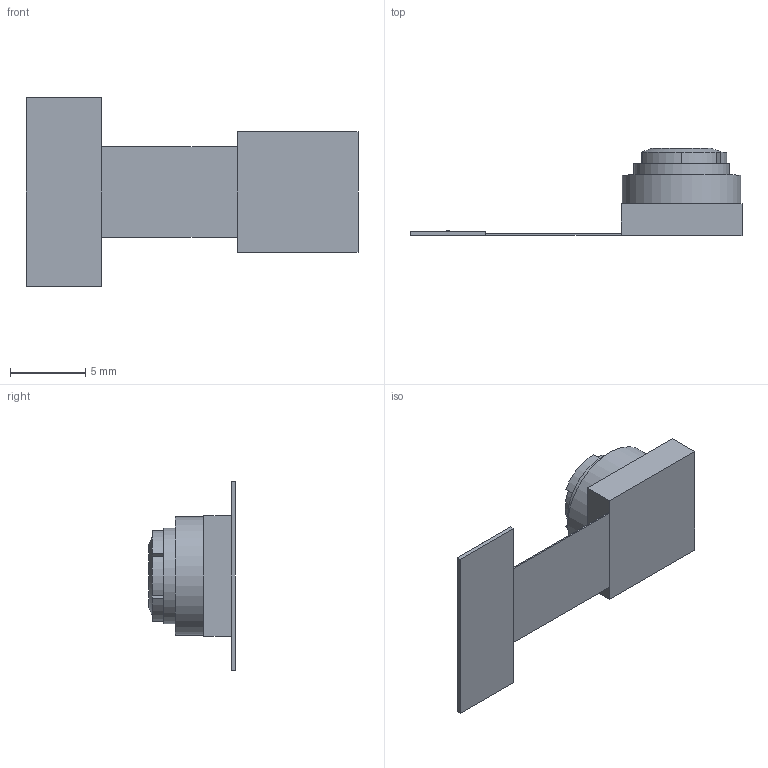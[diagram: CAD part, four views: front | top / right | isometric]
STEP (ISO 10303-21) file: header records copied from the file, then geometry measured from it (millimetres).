
FILE_DESCRIPTION(/* description */ (''),/* implementation_level */ '2;1');
FILE_NAME(/* name */ 'TY-OV2_v6.step',/* time_stamp */ '2022-01-25T00:44:43+01:00',/* author */ (''),/* organization */ (''),/* preprocessor_version */ 'ST-DEVELOPER v18.1',/* originating_system */ 'Autodesk Translation Framework v10.13.0.1454',/* authorisation */ '');
FILE_SCHEMA (('AUTOMOTIVE_DESIGN { 1 0 10303 214 3 1 1 }'));
Length unit declared in the file: millimetre
Products named in the file (1): TY-OV2
Bounding box: 22 x 5.76 x 12.5 mm (x, y, z)
Volume: 291.7 mm3; surface area: 642.5 mm2
Topology: 19 solids, 19 shells, 279 faces, 704 edges, 467 vertices
Faces by surface type: plane 136, bspline 129, cylinder 12, cone 1, sphere 1
Full cylindrical faces by diameter (mm): 1.5 x2, 5.3 x1, 6.32 x1, 6.5 x1, 7.85 x1
Entity records: 9570 total; most frequent: CARTESIAN_POINT 3643, ORIENTED_EDGE 1406, DIRECTION 780, EDGE_CURVE 703, VERTEX_POINT 467, LINE 412, VECTOR 412, EDGE_LOOP 294
